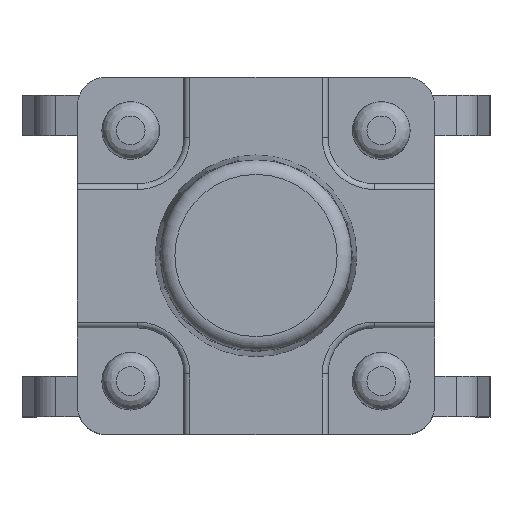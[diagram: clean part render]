
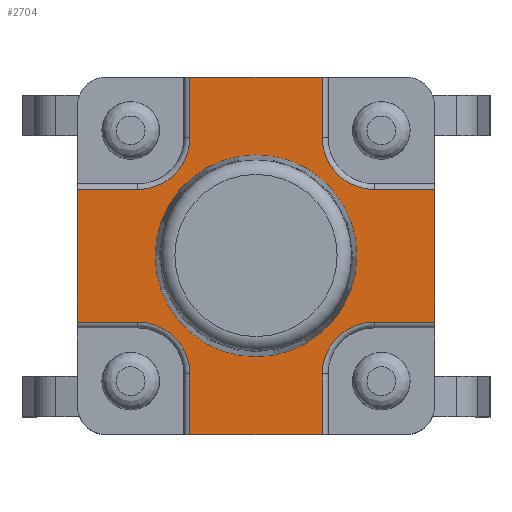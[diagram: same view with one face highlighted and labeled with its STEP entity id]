
A CAD part, top view. The second image highlights one B-rep face of the part: STEP entity #2704.
In plain terms, the highlighted planar face has unit normal (0, 0, 1).
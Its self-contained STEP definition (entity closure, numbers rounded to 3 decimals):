
#14=FACE_BOUND('',#346,.T.);
#79=PLANE('',#2924);
#204=FACE_OUTER_BOUND('',#345,.T.);
#345=EDGE_LOOP('',(#2154,#2155,#2156,#2157,#2158,#2159,#2160,#2161,#2162,
#2163,#2164,#2165,#2166,#2167,#2168,#2169));
#346=EDGE_LOOP('',(#2170));
#604=LINE('',#4392,#889);
#605=LINE('',#4394,#890);
#606=LINE('',#4396,#891);
#607=LINE('',#4400,#892);
#608=LINE('',#4402,#893);
#609=LINE('',#4404,#894);
#610=LINE('',#4408,#895);
#611=LINE('',#4410,#896);
#612=LINE('',#4412,#897);
#613=LINE('',#4416,#898);
#614=LINE('',#4418,#899);
#615=LINE('',#4419,#900);
#889=VECTOR('',#3486,1000.);
#890=VECTOR('',#3487,1000.);
#891=VECTOR('',#3488,1000.);
#892=VECTOR('',#3491,1000.);
#893=VECTOR('',#3492,1000.);
#894=VECTOR('',#3493,1000.);
#895=VECTOR('',#3496,1000.);
#896=VECTOR('',#3497,1000.);
#897=VECTOR('',#3498,1000.);
#898=VECTOR('',#3501,1000.);
#899=VECTOR('',#3502,1000.);
#900=VECTOR('',#3503,1000.);
#1047=CIRCLE('',#2919,1.75);
#1050=CIRCLE('',#2925,0.9);
#1051=CIRCLE('',#2926,0.9);
#1052=CIRCLE('',#2927,0.9);
#1053=CIRCLE('',#2928,0.9);
#1253=VERTEX_POINT('',#4372);
#1258=VERTEX_POINT('',#4388);
#1259=VERTEX_POINT('',#4389);
#1260=VERTEX_POINT('',#4391);
#1261=VERTEX_POINT('',#4393);
#1262=VERTEX_POINT('',#4395);
#1263=VERTEX_POINT('',#4397);
#1264=VERTEX_POINT('',#4399);
#1265=VERTEX_POINT('',#4401);
#1266=VERTEX_POINT('',#4403);
#1267=VERTEX_POINT('',#4405);
#1268=VERTEX_POINT('',#4407);
#1269=VERTEX_POINT('',#4409);
#1270=VERTEX_POINT('',#4411);
#1271=VERTEX_POINT('',#4413);
#1272=VERTEX_POINT('',#4415);
#1273=VERTEX_POINT('',#4417);
#1572=EDGE_CURVE('',#1253,#1253,#1047,.T.);
#1580=EDGE_CURVE('',#1258,#1259,#1050,.T.);
#1581=EDGE_CURVE('',#1259,#1260,#604,.T.);
#1582=EDGE_CURVE('',#1260,#1261,#605,.T.);
#1583=EDGE_CURVE('',#1261,#1262,#606,.T.);
#1584=EDGE_CURVE('',#1262,#1263,#1051,.T.);
#1585=EDGE_CURVE('',#1263,#1264,#607,.T.);
#1586=EDGE_CURVE('',#1264,#1265,#608,.T.);
#1587=EDGE_CURVE('',#1265,#1266,#609,.T.);
#1588=EDGE_CURVE('',#1266,#1267,#1052,.T.);
#1589=EDGE_CURVE('',#1267,#1268,#610,.T.);
#1590=EDGE_CURVE('',#1268,#1269,#611,.T.);
#1591=EDGE_CURVE('',#1269,#1270,#612,.T.);
#1592=EDGE_CURVE('',#1270,#1271,#1053,.T.);
#1593=EDGE_CURVE('',#1271,#1272,#613,.T.);
#1594=EDGE_CURVE('',#1272,#1273,#614,.T.);
#1595=EDGE_CURVE('',#1273,#1258,#615,.T.);
#2154=ORIENTED_EDGE('',*,*,#1580,.T.);
#2155=ORIENTED_EDGE('',*,*,#1581,.T.);
#2156=ORIENTED_EDGE('',*,*,#1582,.T.);
#2157=ORIENTED_EDGE('',*,*,#1583,.T.);
#2158=ORIENTED_EDGE('',*,*,#1584,.T.);
#2159=ORIENTED_EDGE('',*,*,#1585,.T.);
#2160=ORIENTED_EDGE('',*,*,#1586,.T.);
#2161=ORIENTED_EDGE('',*,*,#1587,.T.);
#2162=ORIENTED_EDGE('',*,*,#1588,.T.);
#2163=ORIENTED_EDGE('',*,*,#1589,.T.);
#2164=ORIENTED_EDGE('',*,*,#1590,.T.);
#2165=ORIENTED_EDGE('',*,*,#1591,.T.);
#2166=ORIENTED_EDGE('',*,*,#1592,.T.);
#2167=ORIENTED_EDGE('',*,*,#1593,.T.);
#2168=ORIENTED_EDGE('',*,*,#1594,.T.);
#2169=ORIENTED_EDGE('',*,*,#1595,.T.);
#2170=ORIENTED_EDGE('',*,*,#1572,.F.);
#2704=ADVANCED_FACE('',(#204,#14),#79,.T.);
#2919=AXIS2_PLACEMENT_3D('',#4373,#3467,#3468);
#2924=AXIS2_PLACEMENT_3D('',#4387,#3482,#3483);
#2925=AXIS2_PLACEMENT_3D('',#4390,#3484,#3485);
#2926=AXIS2_PLACEMENT_3D('',#4398,#3489,#3490);
#2927=AXIS2_PLACEMENT_3D('',#4406,#3494,#3495);
#2928=AXIS2_PLACEMENT_3D('',#4414,#3499,#3500);
#3467=DIRECTION('center_axis',(0.,0.,1.));
#3468=DIRECTION('ref_axis',(1.,0.,0.));
#3482=DIRECTION('center_axis',(0.,0.,1.));
#3483=DIRECTION('ref_axis',(1.,0.,0.));
#3484=DIRECTION('center_axis',(0.,0.,-1.));
#3485=DIRECTION('ref_axis',(1.,0.,0.));
#3486=DIRECTION('',(0.,-1.,0.));
#3487=DIRECTION('',(1.,0.,0.));
#3488=DIRECTION('',(0.,1.,0.));
#3489=DIRECTION('center_axis',(0.,0.,-1.));
#3490=DIRECTION('ref_axis',(1.,0.,0.));
#3491=DIRECTION('',(1.,0.,0.));
#3492=DIRECTION('',(0.,1.,0.));
#3493=DIRECTION('',(-1.,0.,0.));
#3494=DIRECTION('center_axis',(0.,0.,-1.));
#3495=DIRECTION('ref_axis',(1.,0.,0.));
#3496=DIRECTION('',(0.,1.,0.));
#3497=DIRECTION('',(-1.,0.,0.));
#3498=DIRECTION('',(0.,-1.,0.));
#3499=DIRECTION('center_axis',(0.,0.,-1.));
#3500=DIRECTION('ref_axis',(1.,0.,0.));
#3501=DIRECTION('',(-1.,0.,0.));
#3502=DIRECTION('',(0.,-1.,0.));
#3503=DIRECTION('',(1.,0.,0.));
#4372=CARTESIAN_POINT('',(1.75,0.,3.65));
#4373=CARTESIAN_POINT('Origin',(0.,0.,
3.65));
#4387=CARTESIAN_POINT('Origin',(-3.1,-3.1,3.65));
#4388=CARTESIAN_POINT('',(-2.05,-1.15,3.65));
#4389=CARTESIAN_POINT('',(-1.15,-2.05,3.65));
#4390=CARTESIAN_POINT('Origin',(-2.05,-2.05,3.65));
#4391=CARTESIAN_POINT('',(-1.15,-3.1,3.65));
#4392=CARTESIAN_POINT('',(-1.15,-3.1,3.65));
#4393=CARTESIAN_POINT('',(1.15,-3.1,3.65));
#4394=CARTESIAN_POINT('',(-3.1,-3.1,3.65));
#4395=CARTESIAN_POINT('',(1.15,-2.05,3.65));
#4396=CARTESIAN_POINT('',(1.15,-2.05,3.65));
#4397=CARTESIAN_POINT('',(2.05,-1.15,3.65));
#4398=CARTESIAN_POINT('Origin',(2.05,-2.05,3.65));
#4399=CARTESIAN_POINT('',(3.1,-1.15,3.65));
#4400=CARTESIAN_POINT('',(3.1,-1.15,3.65));
#4401=CARTESIAN_POINT('',(3.1,1.15,3.65));
#4402=CARTESIAN_POINT('',(3.1,3.1,3.65));
#4403=CARTESIAN_POINT('',(2.05,1.15,3.65));
#4404=CARTESIAN_POINT('',(2.05,1.15,3.65));
#4405=CARTESIAN_POINT('',(1.15,2.05,3.65));
#4406=CARTESIAN_POINT('Origin',(2.05,2.05,3.65));
#4407=CARTESIAN_POINT('',(1.15,3.1,3.65));
#4408=CARTESIAN_POINT('',(1.15,3.1,3.65));
#4409=CARTESIAN_POINT('',(-1.15,3.1,3.65));
#4410=CARTESIAN_POINT('',(-3.1,3.1,3.65));
#4411=CARTESIAN_POINT('',(-1.15,2.05,3.65));
#4412=CARTESIAN_POINT('',(-1.15,2.05,3.65));
#4413=CARTESIAN_POINT('',(-2.05,1.15,3.65));
#4414=CARTESIAN_POINT('Origin',(-2.05,2.05,3.65));
#4415=CARTESIAN_POINT('',(-3.1,1.15,3.65));
#4416=CARTESIAN_POINT('',(-3.1,1.15,3.65));
#4417=CARTESIAN_POINT('',(-3.1,-1.15,3.65));
#4418=CARTESIAN_POINT('',(-3.1,3.1,3.65));
#4419=CARTESIAN_POINT('',(-2.05,-1.15,3.65));
